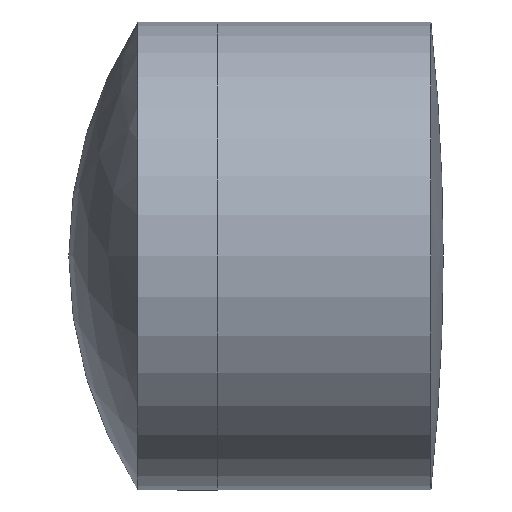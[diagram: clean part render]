
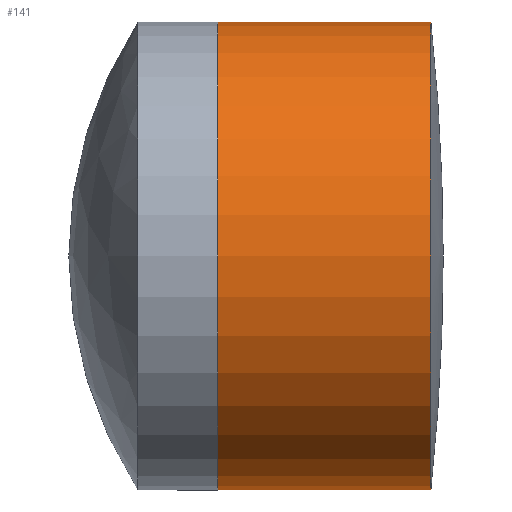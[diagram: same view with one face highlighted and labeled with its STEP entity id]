
A CAD part, front view. The second image highlights one B-rep face of the part: STEP entity #141.
In plain terms, the highlighted cylindrical face has radius 2.5 mm (diameter 5 mm), a partial arc.
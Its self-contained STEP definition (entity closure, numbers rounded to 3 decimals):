
#2 = DIRECTION ( 'NONE',  ( 0., 0., 1. ) ) ;
#8 = EDGE_CURVE ( 'NONE', #176, #46, #163, .T. ) ;
#11 = CARTESIAN_POINT ( 'NONE',  ( 1.479, 0., -2.5 ) ) ;
#18 = CARTESIAN_POINT ( 'NONE',  ( 3.755, 0., 2.5 ) ) ;
#24 = CARTESIAN_POINT ( 'NONE',  ( 1.479, 0., 0. ) ) ;
#32 = VERTEX_POINT ( 'NONE', #18 ) ;
#39 = EDGE_LOOP ( 'NONE', ( #250, #200, #95, #54 ) ) ;
#46 = VERTEX_POINT ( 'NONE', #212 ) ;
#54 = ORIENTED_EDGE ( 'NONE', *, *, #8, .F. ) ;
#56 = EDGE_CURVE ( 'NONE', #32, #46, #226, .T. ) ;
#62 = EDGE_CURVE ( 'NONE', #287, #32, #333, .T. ) ;
#67 = CARTESIAN_POINT ( 'NONE',  ( -0.552, 0., 0. ) ) ;
#78 = CARTESIAN_POINT ( 'NONE',  ( 3.755, 0., -2.5 ) ) ;
#95 = ORIENTED_EDGE ( 'NONE', *, *, #56, .T. ) ;
#119 = FACE_OUTER_BOUND ( 'NONE', #39, .T. ) ;
#126 = DIRECTION ( 'NONE',  ( -1., 0., 0. ) ) ;
#129 = VECTOR ( 'NONE', #137, 1000. ) ;
#137 = DIRECTION ( 'NONE',  ( -1., 0., 0. ) ) ;
#138 = DIRECTION ( 'NONE',  ( 0., 0., 1. ) ) ;
#141 = ADVANCED_FACE ( 'NONE', ( #119 ), #252, .T. ) ;
#163 = CIRCLE ( 'NONE', #318, 2.5 ) ;
#169 = CARTESIAN_POINT ( 'NONE',  ( 3.755, 0., 0. ) ) ;
#176 = VERTEX_POINT ( 'NONE', #11 ) ;
#183 = AXIS2_PLACEMENT_3D ( 'NONE', #67, #194, #2 ) ;
#194 = DIRECTION ( 'NONE',  ( -1., 0., 0. ) ) ;
#197 = DIRECTION ( 'NONE',  ( -1., 0., 0. ) ) ;
#200 = ORIENTED_EDGE ( 'NONE', *, *, #62, .T. ) ;
#203 = EDGE_CURVE ( 'NONE', #287, #176, #239, .T. ) ;
#212 = CARTESIAN_POINT ( 'NONE',  ( 1.479, 0., 2.5 ) ) ;
#225 = DIRECTION ( 'NONE',  ( -1., 0., 0. ) ) ;
#226 = LINE ( 'NONE', #279, #230 ) ;
#230 = VECTOR ( 'NONE', #197, 1000. ) ;
#239 = LINE ( 'NONE', #290, #129 ) ;
#250 = ORIENTED_EDGE ( 'NONE', *, *, #203, .F. ) ;
#252 = CYLINDRICAL_SURFACE ( 'NONE', #183, 2.5 ) ;
#273 = DIRECTION ( 'NONE',  ( 0., 0., 1. ) ) ;
#279 = CARTESIAN_POINT ( 'NONE',  ( -0.552, 0., 2.5 ) ) ;
#287 = VERTEX_POINT ( 'NONE', #78 ) ;
#290 = CARTESIAN_POINT ( 'NONE',  ( -0.552, 0., -2.5 ) ) ;
#318 = AXIS2_PLACEMENT_3D ( 'NONE', #24, #126, #273 ) ;
#319 = AXIS2_PLACEMENT_3D ( 'NONE', #169, #225, #138 ) ;
#333 = CIRCLE ( 'NONE', #319, 2.5 ) ;
